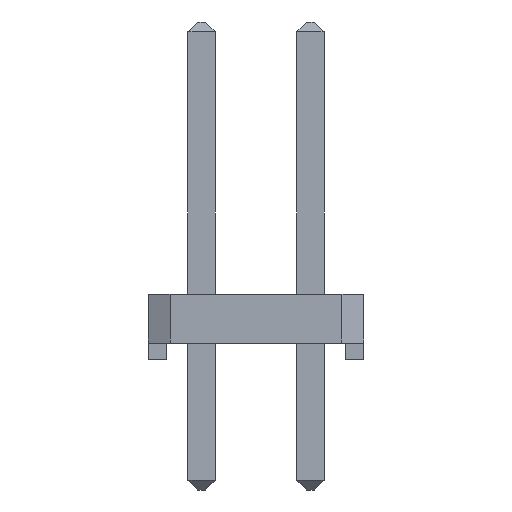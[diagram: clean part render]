
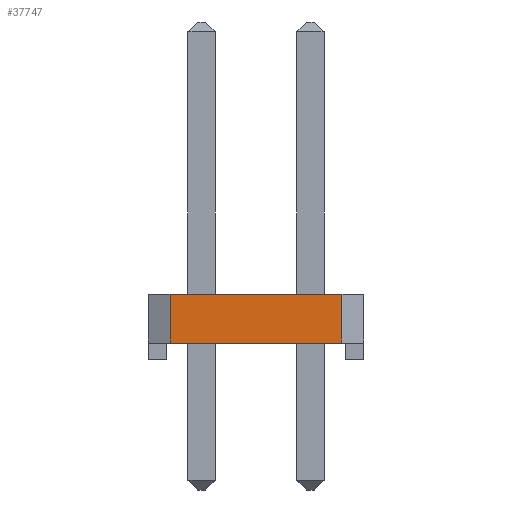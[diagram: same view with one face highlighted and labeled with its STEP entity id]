
A CAD part, left-side view. The second image highlights one B-rep face of the part: STEP entity #37747.
In plain terms, the highlighted planar face has unit normal (-1, 0, 0).
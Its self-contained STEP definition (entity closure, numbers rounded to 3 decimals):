
#37444=CARTESIAN_POINT('',(-31.75,-2.007,0.381));
#37445=VERTEX_POINT('',#37444);
#37452=CARTESIAN_POINT('',(-31.75,2.007,0.381));
#37453=VERTEX_POINT('',#37452);
#37454=CARTESIAN_POINT('',(-31.75,2.007,0.381));
#37455=DIRECTION('',(0.0,-1.0,0.0));
#37456=VECTOR('',#37455,4.013);
#37457=LINE('',#37454,#37456);
#37458=EDGE_CURVE('',#37453,#37445,#37457,.T.);
#37581=CARTESIAN_POINT('',(-31.75,-2.007,1.524));
#37582=VERTEX_POINT('',#37581);
#37589=CARTESIAN_POINT('',(-31.75,-2.007,1.524));
#37590=DIRECTION('',(0.0,0.0,-1.0));
#37591=VECTOR('',#37590,1.143);
#37592=LINE('',#37589,#37591);
#37593=EDGE_CURVE('',#37582,#37445,#37592,.T.);
#37713=CARTESIAN_POINT('',(-31.75,2.007,1.524));
#37714=VERTEX_POINT('',#37713);
#37715=CARTESIAN_POINT('',(-31.75,2.007,1.524));
#37716=DIRECTION('',(0.0,0.0,-1.0));
#37717=VECTOR('',#37716,1.143);
#37718=LINE('',#37715,#37717);
#37719=EDGE_CURVE('',#37714,#37453,#37718,.T.);
#37731=CARTESIAN_POINT('',(-31.75,2.007,1.524));
#37732=DIRECTION('',(-1.0,0.0,0.0));
#37733=DIRECTION('',(0.0,0.0,1.0));
#37734=AXIS2_PLACEMENT_3D('',#37731,#37732,#37733);
#37735=PLANE('',#37734);
#37736=ORIENTED_EDGE('',*,*,#37458,.T.);
#37737=ORIENTED_EDGE('',*,*,#37593,.F.);
#37738=CARTESIAN_POINT('',(-31.75,2.007,1.524));
#37739=DIRECTION('',(0.0,-1.0,0.0));
#37740=VECTOR('',#37739,4.013);
#37741=LINE('',#37738,#37740);
#37742=EDGE_CURVE('',#37714,#37582,#37741,.T.);
#37743=ORIENTED_EDGE('',*,*,#37742,.F.);
#37744=ORIENTED_EDGE('',*,*,#37719,.T.);
#37745=EDGE_LOOP('',(#37736,#37737,#37743,#37744));
#37746=FACE_OUTER_BOUND('',#37745,.T.);
#37747=ADVANCED_FACE('',(#37746),#37735,.T.);
